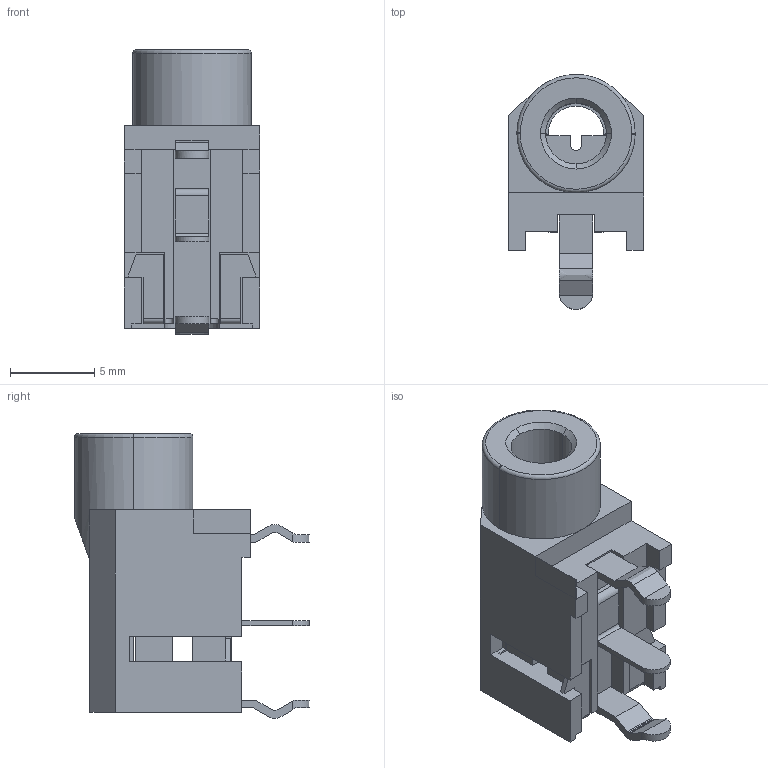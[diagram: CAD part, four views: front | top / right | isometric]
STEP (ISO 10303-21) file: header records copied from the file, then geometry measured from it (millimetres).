
FILE_DESCRIPTION(('STEP AP214'),'1');
FILE_NAME('pj-314a3.stp','2021-03-25T09:30:03',('TraceParts'),('TraceParts S.A.'),'Spatial InterOp 3D',' ',' ');
FILE_SCHEMA(('AUTOMOTIVE_DESIGN { 1 0 10303 214 1 1 1 1 }'));
Length unit declared in the file: millimetre
Products named in the file (1): pj-314a3
Bounding box: 8 x 13.89 x 16.84 mm (x, y, z)
Volume: 724.6 mm3; surface area: 1017.9 mm2
Topology: 1 solids, 1 shells, 577 faces, 1658 edges, 1098 vertices
Faces by surface type: plane 543, cylinder 24, torus 4, cone 4, extrusion 2
Entity records: 18594 total; most frequent: CARTESIAN_POINT 3404, ORIENTED_EDGE 3316, DIRECTION 2864, EDGE_CURVE 1658, VECTOR 1578, LINE 1576, VERTEX_POINT 1098, AXIS2_PLACEMENT_3D 643
